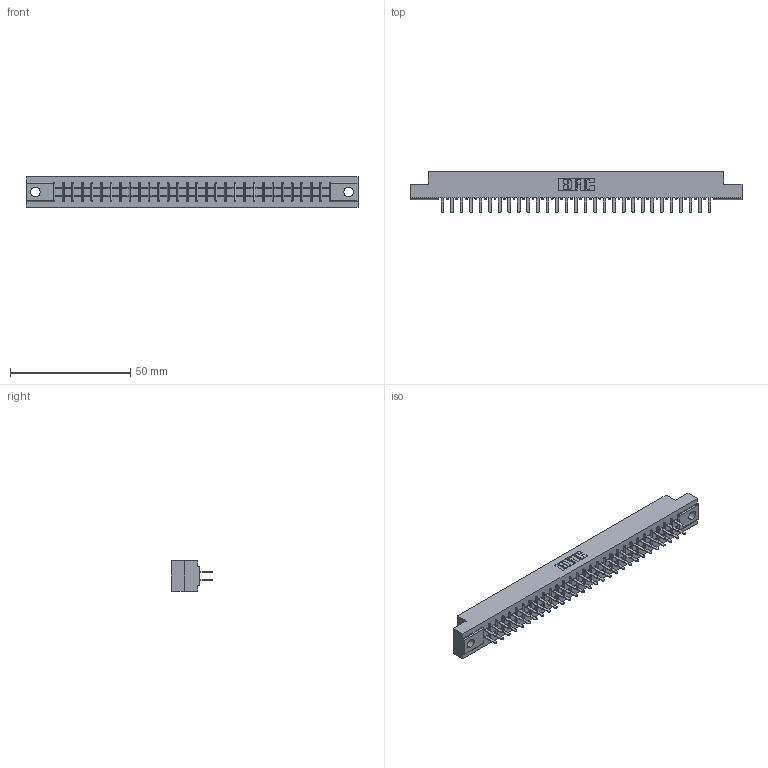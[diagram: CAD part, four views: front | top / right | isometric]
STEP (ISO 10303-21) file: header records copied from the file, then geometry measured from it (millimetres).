
FILE_DESCRIPTION (( 'STEP AP203' ), '1' );
FILE_NAME ('355-058-520-204.STEP', '2019-09-12T13:12:54', ( '' ), ( '' ), 'SwSTEP 2.0', 'SolidWorks 2016', '' );
FILE_SCHEMA (( 'CONFIG_CONTROL_DESIGN' ));
Length unit declared in the file: inch
Products named in the file (3): 355-058-520-204; 305-290-001_520; 305 Part_.156 Dia
Assembly tree (59 placements, depth 2):
  355-058-520-204
    305 Part_.156 Dia
    305-290-001_520  x58
Bounding box: 137.92 x 17.09 x 12.7 mm (x, y, z)
Volume: 14195.7 mm3; surface area: 17652.8 mm2
Topology: 59 solids, 59 shells, 2798 faces, 7979 edges, 5162 vertices
Faces by surface type: plane 1648, cylinder 1034, sphere 116
Entity records: 33280 total; most frequent: CARTESIAN_POINT 5511, ORIENTED_EDGE 5466, DIRECTION 5333, EDGE_CURVE 2733, VECTOR 2205, LINE 2205, VERTEX_POINT 1742, AXIS2_PLACEMENT_3D 1564
